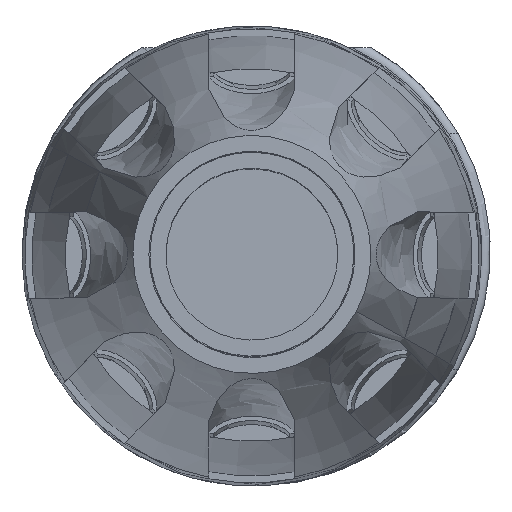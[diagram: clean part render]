
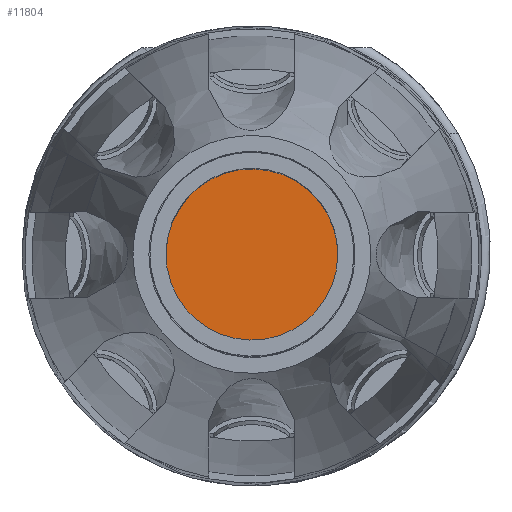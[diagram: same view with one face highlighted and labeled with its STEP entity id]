
A CAD part, top view. The second image highlights one B-rep face of the part: STEP entity #11804.
In plain terms, the highlighted planar face has unit normal (0, 0, 1).
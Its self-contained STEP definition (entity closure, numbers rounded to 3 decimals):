
#4769=AXIS2_PLACEMENT_3D('Circle Axis2P3D',#4767,#4768,$) ;
#4815=AXIS2_PLACEMENT_3D('Circle Axis2P3D',#4813,#4814,$) ;
#11585=AXIS2_PLACEMENT_3D('Circle Axis2P3D',#11583,#11584,$) ;
#11782=AXIS2_PLACEMENT_3D('Circle Axis2P3D',#11780,#11781,$) ;
#11796=AXIS2_PLACEMENT_3D('Plane Axis2P3D',#11793,#11794,#11795) ;
#4764=CARTESIAN_POINT('Vertex',(6.602,18.236,57.13)) ;
#4767=CARTESIAN_POINT('Axis2P3D Location',(10.708,10.708,57.13)) ;
#4771=CARTESIAN_POINT('Vertex',(19.283,10.708,57.13)) ;
#4813=CARTESIAN_POINT('Axis2P3D Location',(10.708,10.708,57.13)) ;
#4817=CARTESIAN_POINT('Vertex',(18.236,6.602,57.13)) ;
#11580=CARTESIAN_POINT('Vertex',(10.937,2.406,57.13)) ;
#11583=CARTESIAN_POINT('Axis2P3D Location',(10.906,10.906,57.13)) ;
#11780=CARTESIAN_POINT('Axis2P3D Location',(10.906,10.906,57.13)) ;
#11793=CARTESIAN_POINT('Axis2P3D Location',(10.906,10.906,57.13)) ;
#4768=DIRECTION('Axis2P3D Direction',(0.,0.,1.)) ;
#4814=DIRECTION('Axis2P3D Direction',(0.,0.,1.)) ;
#11584=DIRECTION('Axis2P3D Direction',(0.,0.,1.)) ;
#11781=DIRECTION('Axis2P3D Direction',(0.,0.,1.)) ;
#11794=DIRECTION('Axis2P3D Direction',(0.,0.,1.)) ;
#11795=DIRECTION('Axis2P3D XDirection',(0.,1.,0.)) ;
#11799=ORIENTED_EDGE('',*,*,#11587,.T.) ;
#11800=ORIENTED_EDGE('',*,*,#11784,.T.) ;
#11801=ORIENTED_EDGE('',*,*,#4819,.T.) ;
#11802=ORIENTED_EDGE('',*,*,#4773,.T.) ;
#11804=ADVANCED_FACE('Hauptk\X2\00F6\X0\rper',(#11803),#11797,.T.) ;
#4770=CIRCLE('generated circle',#4769,8.575) ;
#4816=CIRCLE('generated circle',#4815,8.575) ;
#11586=CIRCLE('generated circle',#11585,8.5) ;
#11783=CIRCLE('generated circle',#11782,8.5) ;
#4773=EDGE_CURVE('',#4772,#4765,#4770,.T.) ;
#4819=EDGE_CURVE('',#4818,#4772,#4816,.T.) ;
#11587=EDGE_CURVE('',#4765,#11581,#11586,.T.) ;
#11784=EDGE_CURVE('',#11581,#4818,#11783,.T.) ;
#11798=EDGE_LOOP('',(#11799,#11800,#11801,#11802)) ;
#11803=FACE_OUTER_BOUND('',#11798,.T.) ;
#11797=PLANE('',#11796) ;
#4765=VERTEX_POINT('',#4764) ;
#4772=VERTEX_POINT('',#4771) ;
#4818=VERTEX_POINT('',#4817) ;
#11581=VERTEX_POINT('',#11580) ;
